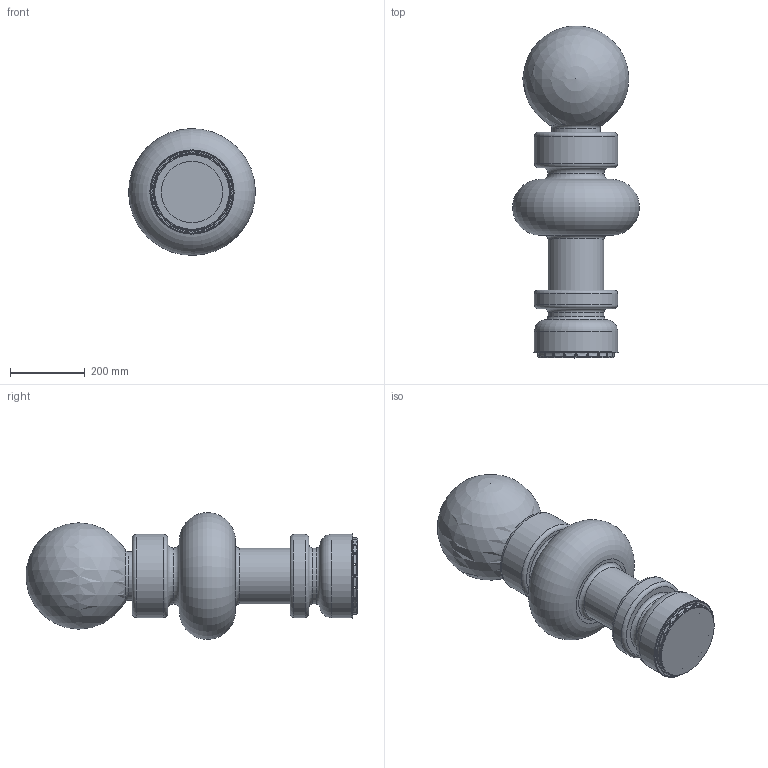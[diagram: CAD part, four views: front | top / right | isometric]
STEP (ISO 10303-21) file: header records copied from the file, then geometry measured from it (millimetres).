
FILE_DESCRIPTION(/* description */ (''),/* implementation_level */ '2;1');
FILE_NAME(/* name */ 'F443810100BIWL.stp',/* time_stamp */ '2020-08-13T17:17:23+02:00',/* author */ ('damato'),/* organization */ (''),/* preprocessor_version */ 'ST-DEVELOPER v17.2',/* originating_system */ 'Autodesk Inventor 2019',/* authorisation */ '');
FILE_SCHEMA (('CONFIG_CONTROL_DESIGN'));
Length unit declared in the file: millimetre
Products named in the file (1): Assieme RE_Shrinkwrap_1
Bounding box: 339.91 x 890.17 x 339.91 mm (x, y, z)
Volume: 3414977.9 mm3; surface area: 1848338.6 mm2
Topology: 6 solids, 6 shells, 140 faces, 475 edges, 363 vertices
Faces by surface type: cylinder 66, torus 42, plane 30, sphere 2
Full cylindrical faces by diameter (mm): 2.459 x4, 4 x2, 6 x22, 10.5 x11, 104 x1, 112 x1, 122 x1, 124 x1, 130 x1, 132 x1, 142 x3, 146.4 x1, 150 x3, 160 x1, 162.4 x1, 200 x1, 203.6 x2, 206 x2, 215 x3, 220.6 x1, 223 x3
Entity records: 7081 total; most frequent: CARTESIAN_POINT 2337, DIRECTION 992, ORIENTED_EDGE 942, EDGE_CURVE 471, AXIS2_PLACEMENT_3D 462, VERTEX_POINT 363, CIRCLE 321, EDGE_LOOP 244
